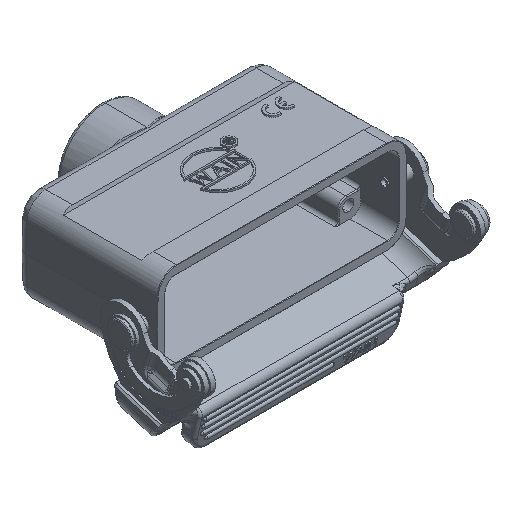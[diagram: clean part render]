
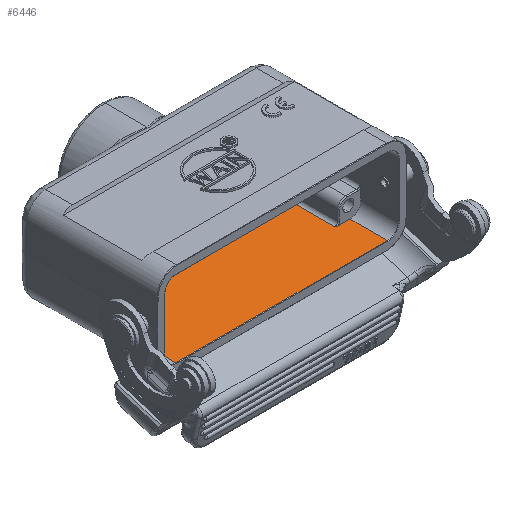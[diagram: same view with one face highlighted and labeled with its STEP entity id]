
A CAD part, isometric view. The second image highlights one B-rep face of the part: STEP entity #6446.
In plain terms, the highlighted planar face has unit normal (0, -0.018, 1).
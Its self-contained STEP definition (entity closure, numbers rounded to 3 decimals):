
#1032=FACE_OUTER_BOUND('',#8480,.T.);
#1969=B_SPLINE_CURVE_WITH_KNOTS('',3,(#29303,#29304,#29305,#29306),
 .UNSPECIFIED.,.F.,.F.,(4,4),(0.,1.),.UNSPECIFIED.);
#1974=B_SPLINE_CURVE_WITH_KNOTS('',3,(#29361,#29362,#29363,#29364,#29365,
#29366),.UNSPECIFIED.,.F.,.F.,(4,2,4),(0.,0.5,1.),.UNSPECIFIED.);
#2055=B_SPLINE_CURVE_WITH_KNOTS('',3,(#30941,#30942,#30943,#30944),
 .UNSPECIFIED.,.F.,.F.,(4,4),(0.,1.),.UNSPECIFIED.);
#2110=B_SPLINE_CURVE_WITH_KNOTS('',3,(#31572,#31573,#31574,#31575),
 .UNSPECIFIED.,.F.,.F.,(4,4),(0.,1.),.UNSPECIFIED.);
#2112=B_SPLINE_CURVE_WITH_KNOTS('',3,(#31623,#31624,#31625,#31626),
 .UNSPECIFIED.,.F.,.F.,(4,4),(0.,1.),.UNSPECIFIED.);
#2130=B_SPLINE_CURVE_WITH_KNOTS('',3,(#31854,#31855,#31856,#31857),
 .UNSPECIFIED.,.F.,.F.,(4,4),(0.,1.),.UNSPECIFIED.);
#2135=B_SPLINE_CURVE_WITH_KNOTS('',3,(#31900,#31901,#31902,#31903,#31904,
#31905),.UNSPECIFIED.,.F.,.F.,(4,2,4),(0.,0.5,1.),.UNSPECIFIED.);
#3368=LINE('',#29419,#4828);
#3370=LINE('',#29443,#4830);
#3637=LINE('',#31898,#5100);
#4828=VECTOR('',#24040,1.);
#4830=VECTOR('',#24044,1.);
#5100=VECTOR('',#24844,1.);
#6446=ADVANCED_FACE('',(#1032),#7549,.F.);
#7549=PLANE('',#22266);
#8480=EDGE_LOOP('',(#10978,#10979,#10980,#10981,#10982,#10983,#10984,#10985,
#10986,#10987));
#10978=ORIENTED_EDGE('',*,*,#18733,.F.);
#10979=ORIENTED_EDGE('',*,*,#18828,.T.);
#10980=ORIENTED_EDGE('',*,*,#18830,.F.);
#10981=ORIENTED_EDGE('',*,*,#18358,.F.);
#10982=ORIENTED_EDGE('',*,*,#18374,.F.);
#10983=ORIENTED_EDGE('',*,*,#18378,.F.);
#10984=ORIENTED_EDGE('',*,*,#18340,.T.);
#10985=ORIENTED_EDGE('',*,*,#18863,.F.);
#10986=ORIENTED_EDGE('',*,*,#18873,.F.);
#10987=ORIENTED_EDGE('',*,*,#18874,.F.);
#16156=VERTEX_POINT('',#29302);
#16157=VERTEX_POINT('',#29307);
#16167=VERTEX_POINT('',#29350);
#16170=VERTEX_POINT('',#29360);
#16182=VERTEX_POINT('',#29418);
#16417=VERTEX_POINT('',#30930);
#16419=VERTEX_POINT('',#30940);
#16474=VERTEX_POINT('',#31571);
#16485=VERTEX_POINT('',#31853);
#16493=VERTEX_POINT('',#31897);
#18340=EDGE_CURVE('',#16157,#16156,#1969,.T.);
#18358=EDGE_CURVE('',#16170,#16167,#1974,.T.);
#18374=EDGE_CURVE('',#16182,#16170,#3368,.T.);
#18378=EDGE_CURVE('',#16157,#16182,#3370,.T.);
#18733=EDGE_CURVE('',#16419,#16417,#2055,.T.);
#18828=EDGE_CURVE('',#16419,#16474,#2110,.T.);
#18830=EDGE_CURVE('',#16167,#16474,#2112,.T.);
#18863=EDGE_CURVE('',#16485,#16156,#2130,.T.);
#18873=EDGE_CURVE('',#16493,#16485,#3637,.T.);
#18874=EDGE_CURVE('',#16417,#16493,#2135,.T.);
#22266=AXIS2_PLACEMENT_3D('',#31906,#24847,#24848);
#24040=DIRECTION('',(1.,0.,0.));
#24044=DIRECTION('',(0.017,1.,0.017));
#24844=DIRECTION('',(1.,0.,0.));
#24847=DIRECTION('',(0.,0.017,-1.));
#24848=DIRECTION('',(0.,1.,0.017));
#29302=CARTESIAN_POINT('',(73.89,0.327,-33.449));
#29303=CARTESIAN_POINT('',(6.399,0.326,-33.449));
#29304=CARTESIAN_POINT('',(28.896,0.327,-33.449));
#29305=CARTESIAN_POINT('',(51.393,0.327,-33.449));
#29306=CARTESIAN_POINT('',(73.89,0.327,-33.449));
#29307=CARTESIAN_POINT('',(6.399,0.326,-33.449));
#29350=CARTESIAN_POINT('',(11.15,12.327,-33.239));
#29360=CARTESIAN_POINT('',(10.325,12.032,-33.245));
#29361=CARTESIAN_POINT('',(10.325,12.032,-33.245));
#29362=CARTESIAN_POINT('',(10.439,12.032,-33.245));
#29363=CARTESIAN_POINT('',(10.565,12.058,-33.244));
#29364=CARTESIAN_POINT('',(10.829,12.156,-33.242));
#29365=CARTESIAN_POINT('',(10.942,12.213,-33.241));
#29366=CARTESIAN_POINT('',(11.15,12.327,-33.239));
#29418=CARTESIAN_POINT('',(6.604,12.032,-33.245));
#29419=CARTESIAN_POINT('',(6.604,12.032,-33.245));
#29443=CARTESIAN_POINT('',(6.399,0.326,-33.449));
#30930=CARTESIAN_POINT('',(69.14,12.327,-33.239));
#30940=CARTESIAN_POINT('',(68.655,40.067,-32.755));
#30941=CARTESIAN_POINT('',(68.655,40.067,-32.755));
#30942=CARTESIAN_POINT('',(68.817,30.82,-32.916));
#30943=CARTESIAN_POINT('',(68.978,21.574,-33.078));
#30944=CARTESIAN_POINT('',(69.14,12.327,-33.239));
#31571=CARTESIAN_POINT('',(11.634,40.067,-32.755));
#31572=CARTESIAN_POINT('',(68.655,40.067,-32.755));
#31573=CARTESIAN_POINT('',(49.648,40.067,-32.755));
#31574=CARTESIAN_POINT('',(30.641,40.067,-32.755));
#31575=CARTESIAN_POINT('',(11.634,40.067,-32.755));
#31623=CARTESIAN_POINT('',(11.15,12.327,-33.239));
#31624=CARTESIAN_POINT('',(11.311,21.573,-33.078));
#31625=CARTESIAN_POINT('',(11.472,30.82,-32.917));
#31626=CARTESIAN_POINT('',(11.634,40.067,-32.755));
#31853=CARTESIAN_POINT('',(73.686,12.032,-33.244));
#31854=CARTESIAN_POINT('',(73.686,12.032,-33.244));
#31855=CARTESIAN_POINT('',(73.754,8.13,-33.313));
#31856=CARTESIAN_POINT('',(73.822,4.229,-33.381));
#31857=CARTESIAN_POINT('',(73.89,0.327,-33.449));
#31897=CARTESIAN_POINT('',(69.964,12.032,-33.244));
#31898=CARTESIAN_POINT('',(69.964,12.032,-33.244));
#31900=CARTESIAN_POINT('',(69.14,12.327,-33.239));
#31901=CARTESIAN_POINT('',(69.323,12.227,-33.241));
#31902=CARTESIAN_POINT('',(69.428,12.171,-33.242));
#31903=CARTESIAN_POINT('',(69.705,12.064,-33.243));
#31904=CARTESIAN_POINT('',(69.841,12.032,-33.244));
#31905=CARTESIAN_POINT('',(69.964,12.032,-33.244));
#31906=CARTESIAN_POINT('',(1.743,0.032,-33.454));
